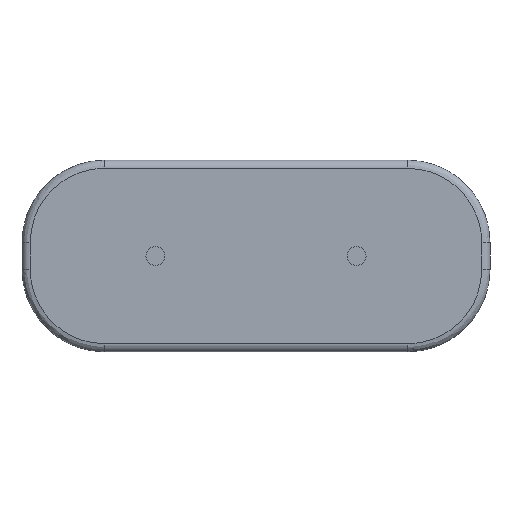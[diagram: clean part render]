
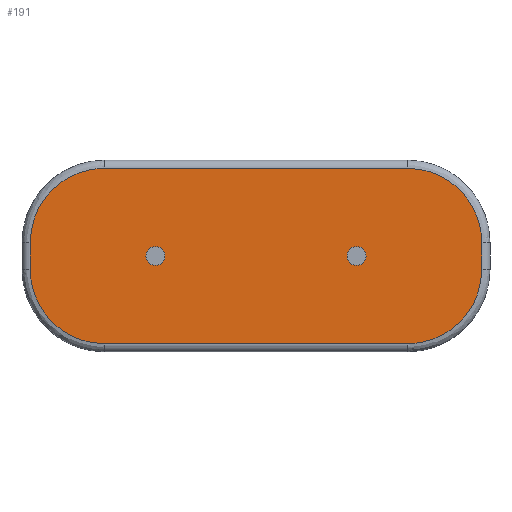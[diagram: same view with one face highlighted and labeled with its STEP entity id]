
A CAD part, front view. The second image highlights one B-rep face of the part: STEP entity #191.
In plain terms, the highlighted planar face has unit normal (0, -1, 0).
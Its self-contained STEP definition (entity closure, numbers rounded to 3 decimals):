
#6 = EDGE_CURVE ( 'NONE', #1217, #1543, #1274, .T. ) ;
#13 = VERTEX_POINT ( 'NONE', #423 ) ;
#17 = CARTESIAN_POINT ( 'NONE',  ( 9.35, 0., -4.45 ) ) ;
#29 = VERTEX_POINT ( 'NONE', #1280 ) ;
#31 = EDGE_CURVE ( 'NONE', #131, #1314, #1553, .T. ) ;
#39 = CARTESIAN_POINT ( 'NONE',  ( 11.15, 0., -2. ) ) ;
#57 = CARTESIAN_POINT ( 'NONE',  ( 11.15, 0., -0.946 ) ) ;
#64 = LINE ( 'NONE', #1456, #793 ) ;
#81 = CIRCLE ( 'NONE', #1000, 0.23 ) ;
#87 = CARTESIAN_POINT ( 'NONE',  ( 11.15, 0., -2.65 ) ) ;
#94 = ORIENTED_EDGE ( 'NONE', *, *, #869, .F. ) ;
#103 = CARTESIAN_POINT ( 'NONE',  ( 11.15, 0., -3.704 ) ) ;
#131 = VERTEX_POINT ( 'NONE', #969 ) ;
#138 = CIRCLE ( 'NONE', #765, 0.23 ) ;
#155 = EDGE_CURVE ( 'NONE', #1120, #13, #64, .T. ) ;
#191 = ADVANCED_FACE ( 'NONE', ( #386, #1262, #1248 ), #1005, .F. ) ;
#264 = VECTOR ( 'NONE', #1146, 1000. ) ;
#268 = AXIS2_PLACEMENT_3D ( 'NONE', #416, #299, #1436 ) ;
#279 = CARTESIAN_POINT ( 'NONE',  ( 0.2, 0., -3.704 ) ) ;
#286 = CARTESIAN_POINT ( 'NONE',  ( 0.946, 0., -4.45 ) ) ;
#294 = CARTESIAN_POINT ( 'NONE',  ( 0.2, 0., -2. ) ) ;
#295 = VERTEX_POINT ( 'NONE', #39 ) ;
#299 = DIRECTION ( 'NONE',  ( 0., -1., 0. ) ) ;
#319 = CIRCLE ( 'NONE', #1268, 0.23 ) ;
#333 = DIRECTION ( 'NONE',  ( 0., -1., 0. ) ) ;
#336 = EDGE_LOOP ( 'NONE', ( #499, #413 ) ) ;
#386 = FACE_BOUND ( 'NONE', #336, .T. ) ;
#407 = CARTESIAN_POINT ( 'NONE',  ( 3.235, 0., -2.555 ) ) ;
#413 = ORIENTED_EDGE ( 'NONE', *, *, #770, .F. ) ;
#416 = CARTESIAN_POINT ( 'NONE',  ( 8.115, 0., -2.325 ) ) ;
#422 = DIRECTION ( 'NONE',  ( 0., -1., 0. ) ) ;
#423 = CARTESIAN_POINT ( 'NONE',  ( 2., 0., -4.45 ) ) ;
#487 = VECTOR ( 'NONE', #776, 1000. ) ;
#499 = ORIENTED_EDGE ( 'NONE', *, *, #1235, .F. ) ;
#515 = VERTEX_POINT ( 'NONE', #87 ) ;
#521 = ORIENTED_EDGE ( 'NONE', *, *, #1136, .F. ) ;
#530 = CARTESIAN_POINT ( 'NONE',  ( 11.15, 0., -2.65 ) ) ;
#541 = CARTESIAN_POINT ( 'NONE',  ( 2., 0., -0.2 ) ) ;
#602 = CARTESIAN_POINT ( 'NONE',  ( 10.404, 0., -4.45 ) ) ;
#621 = EDGE_CURVE ( 'NONE', #1543, #131, #1340, .T. ) ;
#657 =( BOUNDED_CURVE ( )  B_SPLINE_CURVE ( 3, ( #1233, #103, #602, #1103 ),
 .UNSPECIFIED., .F., .T. ) 
 B_SPLINE_CURVE_WITH_KNOTS ( ( 4, 4 ),
 ( 0., 1. ),
 .UNSPECIFIED. ) 
 CURVE ( )  GEOMETRIC_REPRESENTATION_ITEM ( )  RATIONAL_B_SPLINE_CURVE ( ( 1., 0.805, 0.805, 1. ) ) 
 REPRESENTATION_ITEM ( '' )  );
#676 = CARTESIAN_POINT ( 'NONE',  ( 2., 0., -4.45 ) ) ;
#678 = CARTESIAN_POINT ( 'NONE',  ( 9.35, 0., -0.2 ) ) ;
#696 = EDGE_CURVE ( 'NONE', #515, #1120, #657, .T. ) ;
#704 = CARTESIAN_POINT ( 'NONE',  ( 9.35, 0., -0.2 ) ) ;
#728 = ORIENTED_EDGE ( 'NONE', *, *, #1161, .F. ) ;
#755 = EDGE_LOOP ( 'NONE', ( #94, #1590, #1227, #858, #728, #902, #820, #521 ) ) ;
#765 = AXIS2_PLACEMENT_3D ( 'NONE', #1178, #422, #914 ) ;
#770 = EDGE_CURVE ( 'NONE', #1618, #29, #1482, .T. ) ;
#776 = DIRECTION ( 'NONE',  ( 0., 0., 1. ) ) ;
#786 = EDGE_CURVE ( 'NONE', #984, #1006, #138, .T. ) ;
#793 = VECTOR ( 'NONE', #1333, 1000. ) ;
#799 = EDGE_CURVE ( 'NONE', #1006, #984, #319, .T. ) ;
#820 = ORIENTED_EDGE ( 'NONE', *, *, #696, .F. ) ;
#823 = CARTESIAN_POINT ( 'NONE',  ( 10.404, 0., -0.2 ) ) ;
#829 =( BOUNDED_CURVE ( )  B_SPLINE_CURVE ( 3, ( #678, #823, #57, #1573 ),
 .UNSPECIFIED., .F., .T. ) 
 B_SPLINE_CURVE_WITH_KNOTS ( ( 4, 4 ),
 ( 0., 1. ),
 .UNSPECIFIED. ) 
 CURVE ( )  GEOMETRIC_REPRESENTATION_ITEM ( )  RATIONAL_B_SPLINE_CURVE ( ( 1., 0.805, 0.805, 1. ) ) 
 REPRESENTATION_ITEM ( '' )  );
#846 = CARTESIAN_POINT ( 'NONE',  ( 8.115, 0., -2.325 ) ) ;
#858 = ORIENTED_EDGE ( 'NONE', *, *, #6, .F. ) ;
#865 = CARTESIAN_POINT ( 'NONE',  ( 2., 0., -2.65 ) ) ;
#866 = EDGE_LOOP ( 'NONE', ( #1369, #1088 ) ) ;
#869 = EDGE_CURVE ( 'NONE', #1314, #295, #829, .T. ) ;
#877 = CARTESIAN_POINT ( 'NONE',  ( 0.946, 0., -0.2 ) ) ;
#902 = ORIENTED_EDGE ( 'NONE', *, *, #155, .F. ) ;
#914 = DIRECTION ( 'NONE',  ( 0., 0., 1. ) ) ;
#969 = CARTESIAN_POINT ( 'NONE',  ( 2., 0., -0.2 ) ) ;
#984 = VERTEX_POINT ( 'NONE', #988 ) ;
#988 = CARTESIAN_POINT ( 'NONE',  ( 3.235, 0., -2.095 ) ) ;
#994 = DIRECTION ( 'NONE',  ( 0., 0., -1. ) ) ;
#1000 = AXIS2_PLACEMENT_3D ( 'NONE', #846, #333, #1470 ) ;
#1003 = AXIS2_PLACEMENT_3D ( 'NONE', #865, #1368, #1615 ) ;
#1005 = PLANE ( 'NONE',  #1003 ) ;
#1006 = VERTEX_POINT ( 'NONE', #407 ) ;
#1051 = CARTESIAN_POINT ( 'NONE',  ( 0.2, 0., -2.65 ) ) ;
#1088 = ORIENTED_EDGE ( 'NONE', *, *, #799, .F. ) ;
#1103 = CARTESIAN_POINT ( 'NONE',  ( 9.35, 0., -4.45 ) ) ;
#1120 = VERTEX_POINT ( 'NONE', #17 ) ;
#1136 = EDGE_CURVE ( 'NONE', #295, #515, #1144, .T. ) ;
#1144 = LINE ( 'NONE', #530, #1406 ) ;
#1146 = DIRECTION ( 'NONE',  ( 1., 0., 0. ) ) ;
#1161 = EDGE_CURVE ( 'NONE', #13, #1217, #1282, .T. ) ;
#1175 = CARTESIAN_POINT ( 'NONE',  ( 0.2, 0., -2.65 ) ) ;
#1178 = CARTESIAN_POINT ( 'NONE',  ( 3.235, 0., -2.325 ) ) ;
#1205 = CARTESIAN_POINT ( 'NONE',  ( 0.2, 0., -2.65 ) ) ;
#1217 = VERTEX_POINT ( 'NONE', #1205 ) ;
#1227 = ORIENTED_EDGE ( 'NONE', *, *, #621, .F. ) ;
#1233 = CARTESIAN_POINT ( 'NONE',  ( 11.15, 0., -2.65 ) ) ;
#1235 = EDGE_CURVE ( 'NONE', #29, #1618, #81, .T. ) ;
#1248 = FACE_OUTER_BOUND ( 'NONE', #755, .T. ) ;
#1250 = CARTESIAN_POINT ( 'NONE',  ( 0.2, 0., -2. ) ) ;
#1262 = FACE_BOUND ( 'NONE', #866, .T. ) ;
#1268 = AXIS2_PLACEMENT_3D ( 'NONE', #1304, #1454, #1443 ) ;
#1274 = LINE ( 'NONE', #1051, #487 ) ;
#1280 = CARTESIAN_POINT ( 'NONE',  ( 8.115, 0., -2.095 ) ) ;
#1282 =( BOUNDED_CURVE ( )  B_SPLINE_CURVE ( 3, ( #676, #286, #279, #1175 ),
 .UNSPECIFIED., .F., .T. ) 
 B_SPLINE_CURVE_WITH_KNOTS ( ( 4, 4 ),
 ( 0., 1. ),
 .UNSPECIFIED. ) 
 CURVE ( )  GEOMETRIC_REPRESENTATION_ITEM ( )  RATIONAL_B_SPLINE_CURVE ( ( 1., 0.805, 0.805, 1. ) ) 
 REPRESENTATION_ITEM ( '' )  );
#1288 = CARTESIAN_POINT ( 'NONE',  ( 0.2, 0., -0.946 ) ) ;
#1304 = CARTESIAN_POINT ( 'NONE',  ( 3.235, 0., -2.325 ) ) ;
#1314 = VERTEX_POINT ( 'NONE', #704 ) ;
#1333 = DIRECTION ( 'NONE',  ( -1., 0., 0. ) ) ;
#1340 =( BOUNDED_CURVE ( )  B_SPLINE_CURVE ( 3, ( #1250, #1288, #877, #1628 ),
 .UNSPECIFIED., .F., .T. ) 
 B_SPLINE_CURVE_WITH_KNOTS ( ( 4, 4 ),
 ( 0., 1. ),
 .UNSPECIFIED. ) 
 CURVE ( )  GEOMETRIC_REPRESENTATION_ITEM ( )  RATIONAL_B_SPLINE_CURVE ( ( 1., 0.805, 0.805, 1. ) ) 
 REPRESENTATION_ITEM ( '' )  );
#1344 = CARTESIAN_POINT ( 'NONE',  ( 8.115, 0., -2.555 ) ) ;
#1368 = DIRECTION ( 'NONE',  ( 0., 1., 0. ) ) ;
#1369 = ORIENTED_EDGE ( 'NONE', *, *, #786, .F. ) ;
#1406 = VECTOR ( 'NONE', #994, 1000. ) ;
#1436 = DIRECTION ( 'NONE',  ( 0., 0., 1. ) ) ;
#1443 = DIRECTION ( 'NONE',  ( 0., 0., 1. ) ) ;
#1454 = DIRECTION ( 'NONE',  ( 0., -1., 0. ) ) ;
#1456 = CARTESIAN_POINT ( 'NONE',  ( 2., 0., -4.45 ) ) ;
#1470 = DIRECTION ( 'NONE',  ( 0., 0., 1. ) ) ;
#1482 = CIRCLE ( 'NONE', #268, 0.23 ) ;
#1543 = VERTEX_POINT ( 'NONE', #294 ) ;
#1553 = LINE ( 'NONE', #541, #264 ) ;
#1573 = CARTESIAN_POINT ( 'NONE',  ( 11.15, 0., -2. ) ) ;
#1590 = ORIENTED_EDGE ( 'NONE', *, *, #31, .F. ) ;
#1615 = DIRECTION ( 'NONE',  ( 0., 0., 1. ) ) ;
#1618 = VERTEX_POINT ( 'NONE', #1344 ) ;
#1628 = CARTESIAN_POINT ( 'NONE',  ( 2., 0., -0.2 ) ) ;
